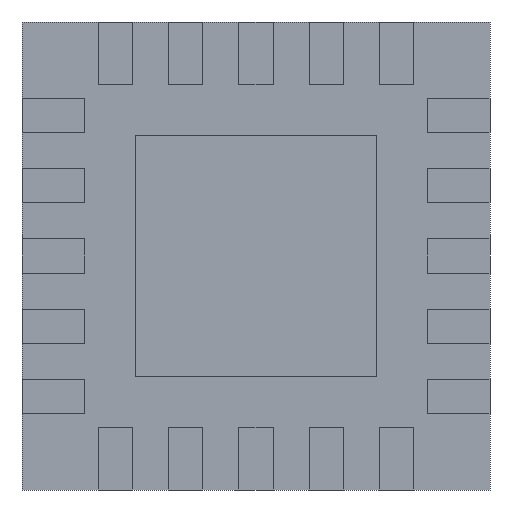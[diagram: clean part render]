
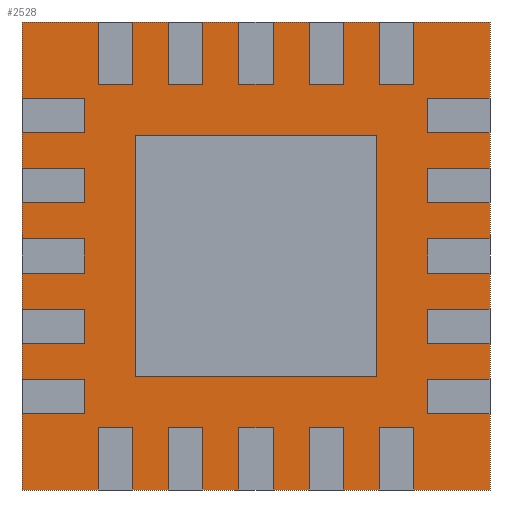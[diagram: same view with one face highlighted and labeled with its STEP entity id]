
A CAD part, front view. The second image highlights one B-rep face of the part: STEP entity #2528.
In plain terms, the highlighted planar face has unit normal (0, -1, 0).
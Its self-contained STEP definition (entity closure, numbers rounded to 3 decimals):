
#18 = CARTESIAN_POINT ( 'NONE',  ( 0., 0., 0. ) ) ;
#284 = CARTESIAN_POINT ( 'NONE',  ( 1.5, 0., -1.5 ) ) ;
#461 = PLANE ( 'NONE',  #1348 ) ;
#527 = ORIENTED_EDGE ( 'NONE', *, *, #4837, .F. ) ;
#629 = LINE ( 'NONE', #1050, #4136 ) ;
#950 = EDGE_LOOP ( 'NONE', ( #5174, #1635, #974, #527 ) ) ;
#974 = ORIENTED_EDGE ( 'NONE', *, *, #5288, .F. ) ;
#1050 = CARTESIAN_POINT ( 'NONE',  ( -1.5, 0., -1.5 ) ) ;
#1089 = DIRECTION ( 'NONE',  ( -1., 0., 0. ) ) ;
#1344 = DIRECTION ( 'NONE',  ( 0., 0., -1. ) ) ;
#1348 = AXIS2_PLACEMENT_3D ( 'NONE', #18, #1835, #3659 ) ;
#1635 = ORIENTED_EDGE ( 'NONE', *, *, #4722, .F. ) ;
#1693 = VECTOR ( 'NONE', #1089, 1000. ) ;
#1835 = DIRECTION ( 'NONE',  ( 0., 1., 0. ) ) ;
#1849 = LINE ( 'NONE', #3101, #2063 ) ;
#2063 = VECTOR ( 'NONE', #1344, 1000. ) ;
#2109 = CARTESIAN_POINT ( 'NONE',  ( -1.5, 0., 1.5 ) ) ;
#2174 = LINE ( 'NONE', #4522, #2545 ) ;
#2188 = VERTEX_POINT ( 'NONE', #3858 ) ;
#2415 = CARTESIAN_POINT ( 'NONE',  ( -1.5, 0., -1.5 ) ) ;
#2416 = VERTEX_POINT ( 'NONE', #2415 ) ;
#2528 = ADVANCED_FACE ( 'NONE', ( #5446 ), #461, .F. ) ;
#2545 = VECTOR ( 'NONE', #4016, 1000. ) ;
#2891 = EDGE_CURVE ( 'NONE', #4231, #2188, #1849, .T. ) ;
#3101 = CARTESIAN_POINT ( 'NONE',  ( 1.5, 0., 1.5 ) ) ;
#3422 = DIRECTION ( 'NONE',  ( 0., 0., 1. ) ) ;
#3659 = DIRECTION ( 'NONE',  ( 0., 0., 1. ) ) ;
#3858 = CARTESIAN_POINT ( 'NONE',  ( 1.5, 0., -1.5 ) ) ;
#4016 = DIRECTION ( 'NONE',  ( 1., 0., 0. ) ) ;
#4136 = VECTOR ( 'NONE', #3422, 1000. ) ;
#4231 = VERTEX_POINT ( 'NONE', #5318 ) ;
#4402 = LINE ( 'NONE', #284, #1693 ) ;
#4522 = CARTESIAN_POINT ( 'NONE',  ( -1.5, 0., 1.5 ) ) ;
#4682 = VERTEX_POINT ( 'NONE', #2109 ) ;
#4722 = EDGE_CURVE ( 'NONE', #4682, #4231, #2174, .T. ) ;
#4837 = EDGE_CURVE ( 'NONE', #2188, #2416, #4402, .T. ) ;
#5174 = ORIENTED_EDGE ( 'NONE', *, *, #2891, .F. ) ;
#5288 = EDGE_CURVE ( 'NONE', #2416, #4682, #629, .T. ) ;
#5318 = CARTESIAN_POINT ( 'NONE',  ( 1.5, 0., 1.5 ) ) ;
#5446 = FACE_OUTER_BOUND ( 'NONE', #950, .T. ) ;
